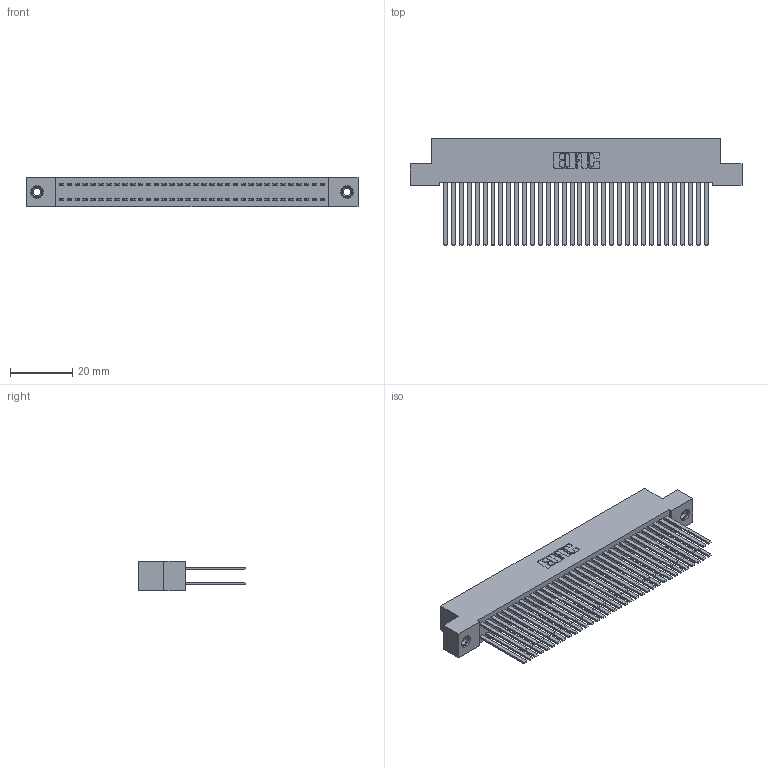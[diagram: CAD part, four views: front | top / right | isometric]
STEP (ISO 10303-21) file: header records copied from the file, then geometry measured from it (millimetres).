
FILE_DESCRIPTION (( 'STEP AP203' ), '1' );
FILE_NAME ('392-068-544-207.STEP', '2018-08-17T22:57:33', ( '' ), ( '' ), 'SwSTEP 2.0', 'SolidWorks 2016', '' );
FILE_SCHEMA (( 'CONFIG_CONTROL_DESIGN' ));
Length unit declared in the file: inch
Products named in the file (4): 342 Part_TI; 345-292-001_345-293-144; 345-250-001_345-250-005-103; 392-068-544-207
Assembly tree (71 placements, depth 2):
  392-068-544-207
    342 Part_TI
    345-292-001_345-293-144  x68
    345-250-001_345-250-005-103  x2
Bounding box: 106.68 x 34.3 x 9.4 mm (x, y, z)
Volume: 10487.9 mm3; surface area: 19540.1 mm2
Topology: 71 solids, 71 shells, 3298 faces, 9751 edges, 6402 vertices
Faces by surface type: plane 2274, cylinder 1008, cone 12, torus 4
Entity records: 23778 total; most frequent: CARTESIAN_POINT 3929, ORIENTED_EDGE 3858, DIRECTION 3399, EDGE_CURVE 1929, LINE 1785, VECTOR 1785, VERTEX_POINT 1280, AXIS2_PLACEMENT_3D 807
